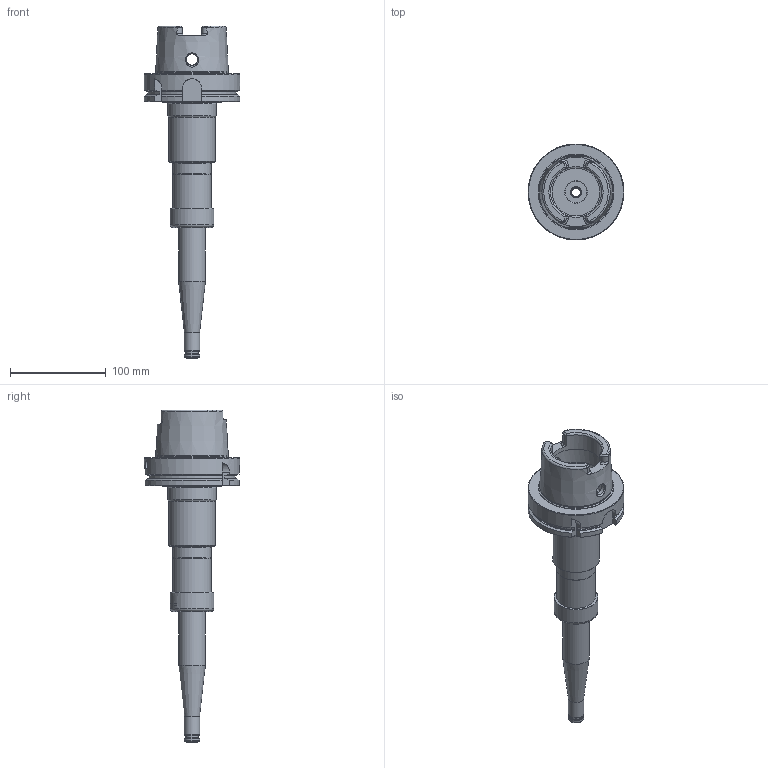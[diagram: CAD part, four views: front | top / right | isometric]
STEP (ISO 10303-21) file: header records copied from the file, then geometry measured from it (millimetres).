
FILE_DESCRIPTION(/* description */ (''),/* implementation_level */ '2;1');
FILE_NAME(/* name */ '888571130.stp',/* time_stamp */ '2023-03-15T12:22:56',/* author */ ('Ratnasingam Jekanthan'),/* organization */ ('REGO-FIX'),/* preprocessor_version */ ' Unknown',/* originating_system */ 'SIEMENS PLM Software Solid Edge ST10',/* authorization */ 'Unknown');
FILE_SCHEMA (('AUTOMOTIVE_DESIGN { 1 0 10303 214 2 1 1}'));
Length unit declared in the file: millimetre
Products named in the file (1): NOCUT
Bounding box: 100 x 100 x 346 mm (x, y, z)
Volume: 498060.2 mm3; surface area: 94069 mm2
Topology: 1 solids, 3 shells, 199 faces, 476 edges, 296 vertices
Faces by surface type: cone 54, plane 53, cylinder 53, torus 39
Full cylindrical faces by diameter (mm): 8.5 x1, 9 x1, 10 x3, 12 x3, 13 x1, 16 x2, 22.376 x1, 23.8 x1, 24.7 x1, 25 x2, 28 x1, 29 x1, 33 x1, 34 x1, 38.376 x1, 40 x1, 40.05 x1, 40.5 x1, 43.3 x1, 45.65 x1, 49 x1, 50.5 x1, 53 x2, 63 x1, 75.459 x1, 100 x1
Entity records: 6699 total; most frequent: CARTESIAN_POINT 1230, DIRECTION 866, ORIENTED_EDGE 694, AXIS2_PLACEMENT_3D 389, EDGE_CURVE 347, EDGE_LOOP 322, FACE_BOUND 322, VERTEX_POINT 267
